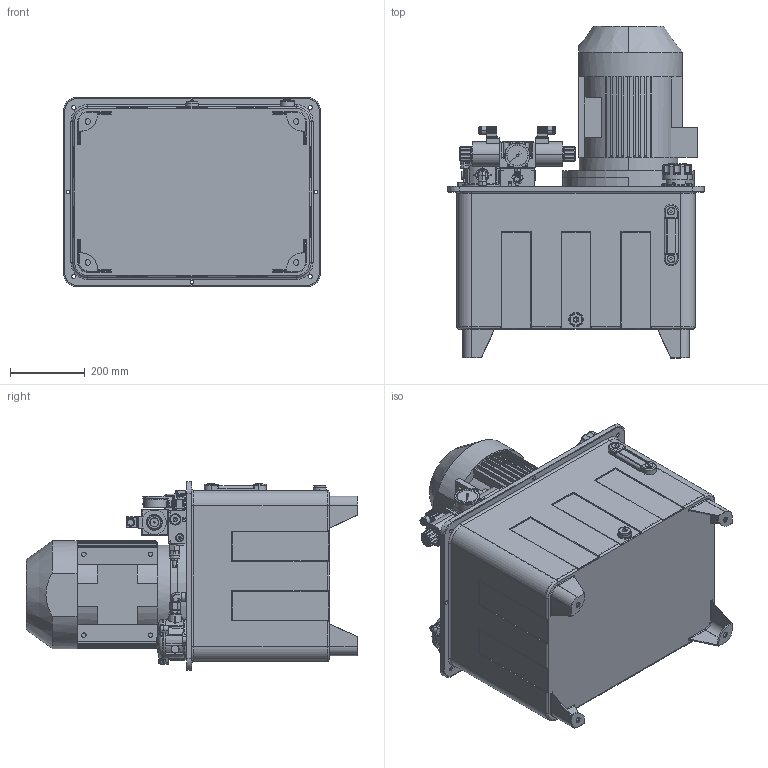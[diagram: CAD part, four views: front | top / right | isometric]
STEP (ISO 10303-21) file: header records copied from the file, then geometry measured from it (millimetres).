
FILE_DESCRIPTION((''),'2;1');
FILE_NAME('30_01_001_ASM','2021-02-08T',('砐錪賧瘔蠈錪'),(''),'PRO/ENGINEER BY PARAMETRIC TECHNOLOGY CORPORATION, 2012480','PRO/ENGINEER BY PARAMETRIC TECHNOLOGY CORPORATION, 2012480','');
FILE_SCHEMA(('CONFIG_CONTROL_DESIGN'));
Products named in the file (3): USTANOVKA; KRAN; 30_01_001_ASM
Assembly tree (2 placements, depth 2):
  30_01_001_ASM
    USTANOVKA
    KRAN
Bounding box: 684 x 885.6 x 504 mm (x, y, z)
Volume: 34704770.3 mm3; surface area: 4203823.1 mm2
Topology: 2 solids, 8 shells, 2783 faces, 7424 edges, 4797 vertices
Faces by surface type: plane 1373, cylinder 846, cone 320, torus 139, bspline 91, sphere 12, revolution 2
Entity records: 108549 total; most frequent: CARTESIAN_POINT 40191, ORIENTED_EDGE 14733, DIRECTION 13761, EDGE_CURVE 7382, AXIS2_PLACEMENT_3D 5154, VERTEX_POINT 4797, VECTOR 3451, LINE 3451
